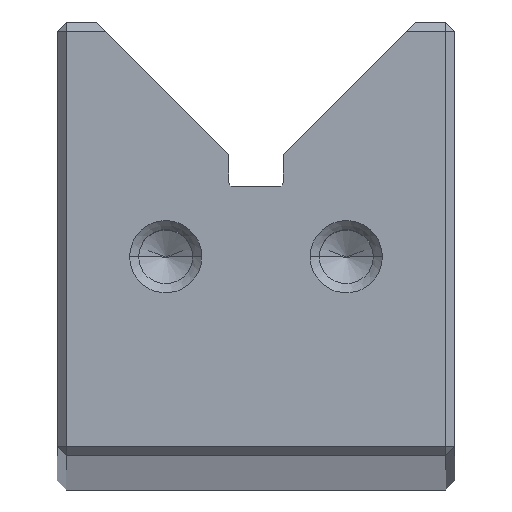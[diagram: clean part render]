
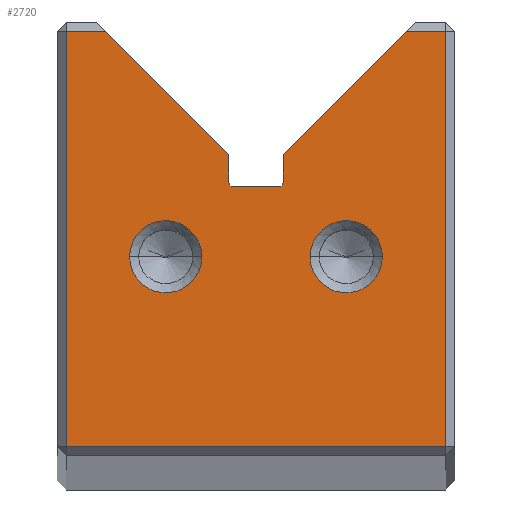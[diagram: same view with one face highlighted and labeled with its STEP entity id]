
A CAD part, top view. The second image highlights one B-rep face of the part: STEP entity #2720.
In plain terms, the highlighted planar face has unit normal (0, 0, 1).
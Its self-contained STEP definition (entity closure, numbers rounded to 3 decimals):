
#2720=ADVANCED_FACE('',(#3725,#3726,#3727),#3099,.F.);
#3099=PLANE('',#10099);
#3361=CIRCLE('',#9925,2.);
#3363=CIRCLE('',#9928,2.);
#3458=CIRCLE('',#10089,0.25);
#3459=CIRCLE('',#10092,0.25);
#3460=CIRCLE('',#10097,2.);
#3461=CIRCLE('',#10098,2.);
#3725=FACE_BOUND('',#3894,.T.);
#3726=FACE_BOUND('',#3895,.T.);
#3727=FACE_BOUND('',#3896,.T.);
#3894=EDGE_LOOP('',(#4885,#4886));
#3895=EDGE_LOOP('',(#4887,#4888));
#3896=EDGE_LOOP('',(#4889,#4890,#4891,#4892,#4893,#4894,#4895,#4896,#4897,
#4898,#4899,#4900));
#4885=ORIENTED_EDGE('',*,*,#7503,.T.);
#4886=ORIENTED_EDGE('',*,*,#7738,.T.);
#4887=ORIENTED_EDGE('',*,*,#7499,.T.);
#4888=ORIENTED_EDGE('',*,*,#7739,.T.);
#4889=ORIENTED_EDGE('',*,*,#7740,.T.);
#4890=ORIENTED_EDGE('',*,*,#7741,.T.);
#4891=ORIENTED_EDGE('',*,*,#7733,.T.);
#4892=ORIENTED_EDGE('',*,*,#7729,.T.);
#4893=ORIENTED_EDGE('',*,*,#7727,.T.);
#4894=ORIENTED_EDGE('',*,*,#7725,.T.);
#4895=ORIENTED_EDGE('',*,*,#7723,.T.);
#4896=ORIENTED_EDGE('',*,*,#7721,.T.);
#4897=ORIENTED_EDGE('',*,*,#7719,.T.);
#4898=ORIENTED_EDGE('',*,*,#7742,.T.);
#4899=ORIENTED_EDGE('',*,*,#7743,.T.);
#4900=ORIENTED_EDGE('',*,*,#7744,.T.);
#6779=VERTEX_POINT('',#13005);
#6780=VERTEX_POINT('',#13007);
#6783=VERTEX_POINT('',#13014);
#6784=VERTEX_POINT('',#13016);
#6925=VERTEX_POINT('',#13436);
#6926=VERTEX_POINT('',#13438);
#6927=VERTEX_POINT('',#13442);
#6928=VERTEX_POINT('',#13446);
#6929=VERTEX_POINT('',#13450);
#6930=VERTEX_POINT('',#13454);
#6931=VERTEX_POINT('',#13458);
#6934=VERTEX_POINT('',#13466);
#6937=VERTEX_POINT('',#13478);
#6938=VERTEX_POINT('',#13479);
#6939=VERTEX_POINT('',#13482);
#6940=VERTEX_POINT('',#13484);
#7499=EDGE_CURVE('',#6780,#6779,#3361,.T.);
#7503=EDGE_CURVE('',#6784,#6783,#3363,.T.);
#7719=EDGE_CURVE('',#6926,#6925,#8631,.T.);
#7721=EDGE_CURVE('',#6927,#6926,#8633,.T.);
#7723=EDGE_CURVE('',#6928,#6927,#3458,.T.);
#7725=EDGE_CURVE('',#6929,#6928,#8636,.T.);
#7727=EDGE_CURVE('',#6930,#6929,#3459,.T.);
#7729=EDGE_CURVE('',#6931,#6930,#8639,.T.);
#7733=EDGE_CURVE('',#6934,#6931,#8643,.T.);
#7738=EDGE_CURVE('',#6783,#6784,#3460,.T.);
#7739=EDGE_CURVE('',#6779,#6780,#3461,.T.);
#7740=EDGE_CURVE('',#6937,#6938,#8648,.T.);
#7741=EDGE_CURVE('',#6938,#6934,#8649,.T.);
#7742=EDGE_CURVE('',#6925,#6939,#8650,.T.);
#7743=EDGE_CURVE('',#6939,#6940,#8651,.T.);
#7744=EDGE_CURVE('',#6940,#6937,#8652,.T.);
#8631=LINE('',#13437,#9405);
#8633=LINE('',#13441,#9407);
#8636=LINE('',#13449,#9410);
#8639=LINE('',#13457,#9413);
#8643=LINE('',#13465,#9417);
#8648=LINE('',#13477,#9422);
#8649=LINE('',#13480,#9423);
#8650=LINE('',#13481,#9424);
#8651=LINE('',#13483,#9425);
#8652=LINE('',#13485,#9426);
#9405=VECTOR('',#11096,1.);
#9407=VECTOR('',#11100,1.);
#9410=VECTOR('',#11109,1.);
#9413=VECTOR('',#11118,1.);
#9417=VECTOR('',#11124,1.);
#9422=VECTOR('',#11137,1.);
#9423=VECTOR('',#11138,1.);
#9424=VECTOR('',#11139,1.);
#9425=VECTOR('',#11140,1.);
#9426=VECTOR('',#11141,1.);
#9925=AXIS2_PLACEMENT_3D('',#13006,#10649,#10650);
#9928=AXIS2_PLACEMENT_3D('',#13015,#10657,#10658);
#10089=AXIS2_PLACEMENT_3D('',#13445,#11104,#11105);
#10092=AXIS2_PLACEMENT_3D('',#13453,#11113,#11114);
#10097=AXIS2_PLACEMENT_3D('',#13475,#11133,#11134);
#10098=AXIS2_PLACEMENT_3D('',#13476,#11135,#11136);
#10099=AXIS2_PLACEMENT_3D('',#13486,#11142,#11143);
#10649=DIRECTION('',(0.,0.,-1.));
#10650=DIRECTION('',(-1.,0.,0.));
#10657=DIRECTION('',(0.,0.,-1.));
#10658=DIRECTION('',(-1.,0.,0.));
#11096=DIRECTION('',(-0.707,0.707,0.));
#11100=DIRECTION('',(0.,1.,0.));
#11104=DIRECTION('',(0.,0.,-1.));
#11105=DIRECTION('',(1.,0.,0.));
#11109=DIRECTION('',(-1.,0.,0.));
#11113=DIRECTION('',(0.,0.,-1.));
#11114=DIRECTION('',(-1.,0.,0.));
#11118=DIRECTION('',(0.,-1.,0.));
#11124=DIRECTION('',(-0.707,-0.707,0.));
#11133=DIRECTION('',(0.,0.,-1.));
#11134=DIRECTION('',(-1.,0.,0.));
#11135=DIRECTION('',(0.,0.,-1.));
#11136=DIRECTION('',(-1.,0.,0.));
#11137=DIRECTION('',(0.,1.,0.));
#11138=DIRECTION('',(-1.,0.,0.));
#11139=DIRECTION('',(-1.,0.,0.));
#11140=DIRECTION('',(0.,-1.,0.));
#11141=DIRECTION('',(1.,0.,0.));
#11142=DIRECTION('',(0.,0.,-1.));
#11143=DIRECTION('',(-1.,0.,0.));
#13005=CARTESIAN_POINT('',(-7.,11.,0.));
#13006=CARTESIAN_POINT('',(-5.,11.,0.));
#13007=CARTESIAN_POINT('',(-3.,11.,0.));
#13014=CARTESIAN_POINT('',(3.,11.,0.));
#13015=CARTESIAN_POINT('',(5.,11.,0.));
#13016=CARTESIAN_POINT('',(7.,11.,0.));
#13436=CARTESIAN_POINT('',(-8.328,23.5,0.));
#13437=CARTESIAN_POINT('',(-8.828,24.,0.));
#13438=CARTESIAN_POINT('',(-1.5,16.672,0.));
#13441=CARTESIAN_POINT('',(-1.5,16.672,0.));
#13442=CARTESIAN_POINT('',(-1.5,15.122,0.));
#13445=CARTESIAN_POINT('',(-1.25,15.122,0.));
#13446=CARTESIAN_POINT('',(-1.25,14.872,0.));
#13449=CARTESIAN_POINT('',(1.25,14.872,0.));
#13450=CARTESIAN_POINT('',(1.25,14.872,0.));
#13453=CARTESIAN_POINT('',(1.25,15.122,0.));
#13454=CARTESIAN_POINT('',(1.5,15.122,0.));
#13457=CARTESIAN_POINT('',(1.5,16.672,0.));
#13458=CARTESIAN_POINT('',(1.5,16.672,0.));
#13465=CARTESIAN_POINT('',(8.828,24.,0.));
#13466=CARTESIAN_POINT('',(8.328,23.5,0.));
#13475=CARTESIAN_POINT('',(5.,11.,0.));
#13476=CARTESIAN_POINT('',(-5.,11.,0.));
#13477=CARTESIAN_POINT('',(10.5,24.,0.));
#13478=CARTESIAN_POINT('',(10.5,0.5,0.));
#13479=CARTESIAN_POINT('',(10.5,23.5,0.));
#13480=CARTESIAN_POINT('',(8.828,23.5,0.));
#13481=CARTESIAN_POINT('',(-11.,23.5,0.));
#13482=CARTESIAN_POINT('',(-10.5,23.5,0.));
#13483=CARTESIAN_POINT('',(-10.5,0.,0.));
#13484=CARTESIAN_POINT('',(-10.5,0.5,0.));
#13485=CARTESIAN_POINT('',(11.,0.5,0.));
#13486=CARTESIAN_POINT('',(1.25,15.122,0.));
